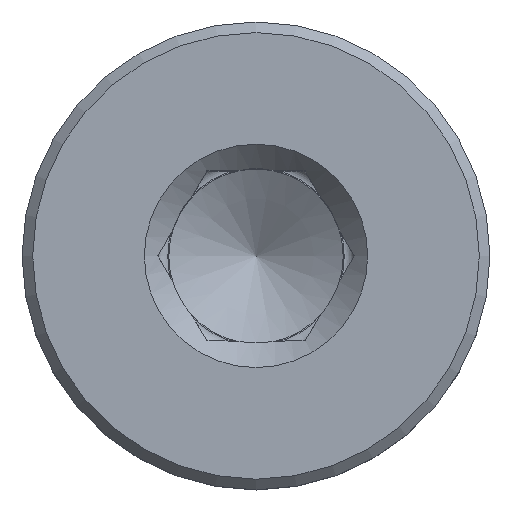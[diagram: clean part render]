
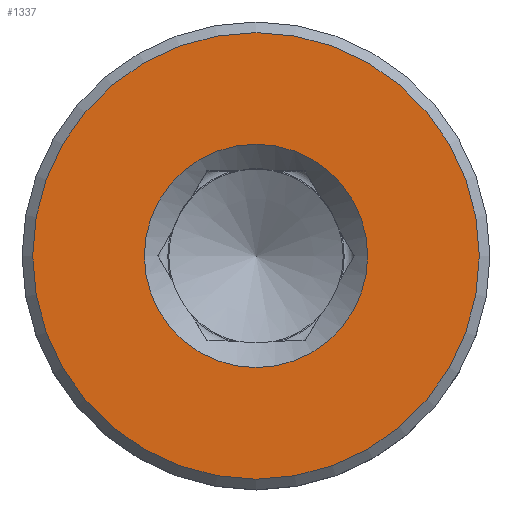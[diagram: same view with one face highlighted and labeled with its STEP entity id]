
A CAD part, top view. The second image highlights one B-rep face of the part: STEP entity #1337.
In plain terms, the highlighted planar face has unit normal (0, 0, 1).
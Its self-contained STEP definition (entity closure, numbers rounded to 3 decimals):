
#1109=CARTESIAN_POINT('',(5.25,0.,17.0));
#1110=VERTEX_POINT('',#1109);
#1111=CARTESIAN_POINT('',(0.0,0.0,17.0));
#1112=DIRECTION('',(0.0,0.0,-1.0));
#1113=DIRECTION('',(-1.0,0.0,0.0));
#1114=AXIS2_PLACEMENT_3D('',#1111,#1112,#1113);
#1115=CIRCLE('',#1114,5.25);
#1116=EDGE_CURVE('',#1110,#1110,#1115,.T.);
#1283=CARTESIAN_POINT('',(10.5,0.,17.0));
#1284=VERTEX_POINT('',#1283);
#1285=CARTESIAN_POINT('',(0.0,0.0,17.0));
#1286=DIRECTION('',(0.0,0.0,-1.0));
#1287=DIRECTION('',(-1.0,0.0,0.0));
#1288=AXIS2_PLACEMENT_3D('',#1285,#1286,#1287);
#1289=CIRCLE('',#1288,10.5);
#1290=EDGE_CURVE('',#1284,#1284,#1289,.T.);
#1326=CARTESIAN_POINT('',(0.0,0.0,17.0));
#1327=DIRECTION('',(0.0,0.0,-1.0));
#1328=DIRECTION('',(-1.0,0.0,0.0));
#1329=AXIS2_PLACEMENT_3D('',#1326,#1327,#1328);
#1330=PLANE('',#1329);
#1331=ORIENTED_EDGE('',*,*,#1290,.F.);
#1332=EDGE_LOOP('',(#1331));
#1333=FACE_OUTER_BOUND('',#1332,.T.);
#1334=ORIENTED_EDGE('',*,*,#1116,.T.);
#1335=EDGE_LOOP('',(#1334));
#1336=FACE_BOUND('',#1335,.T.);
#1337=ADVANCED_FACE('',(#1333,#1336),#1330,.F.);
